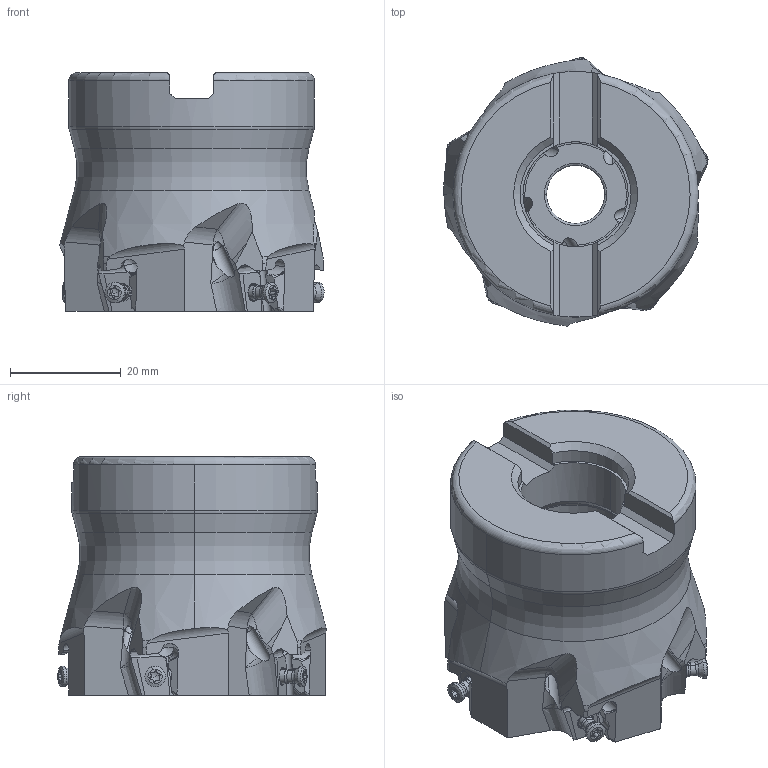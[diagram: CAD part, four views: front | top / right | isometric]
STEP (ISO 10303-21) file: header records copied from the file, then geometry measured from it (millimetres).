
FILE_DESCRIPTION(/* description */ (''),/* implementation_level */ '2;1');
FILE_NAME(/* name */ 'VPX200UR2_0005AA.stp',/* time_stamp */ '2021-09-08T11:38:20+09:00',/* author */ (''),/* organization */ (''),/* preprocessor_version */ 'ST-DEVELOPER v16',/* originating_system */ 'SIEMENS PLM Software NX 10.0',/* authorisation */ '');
FILE_SCHEMA (('AUTOMOTIVE_DESIGN { 1 0 10303 214 3 1 1 1 }'));
Length unit declared in the file: millimetre
Products named in the file (1): VPX200UR2_0005AA_ASM
Bounding box: 47.82 x 48.63 x 43.25 mm (x, y, z)
Volume: 52882.3 mm3; surface area: 13054.9 mm2
Topology: 6 solids, 6 shells, 564 faces, 1576 edges, 1019 vertices
Faces by surface type: cylinder 242, plane 152, cone 74, torus 56, extrusion 20, bspline 10, sphere 10
Entity records: 24089 total; most frequent: CARTESIAN_POINT 9801, ORIENTED_EDGE 3092, DIRECTION 2845, EDGE_CURVE 1546, AXIS2_PLACEMENT_3D 1142, VERTEX_POINT 1011, EDGE_LOOP 593, ADVANCED_FACE 564
